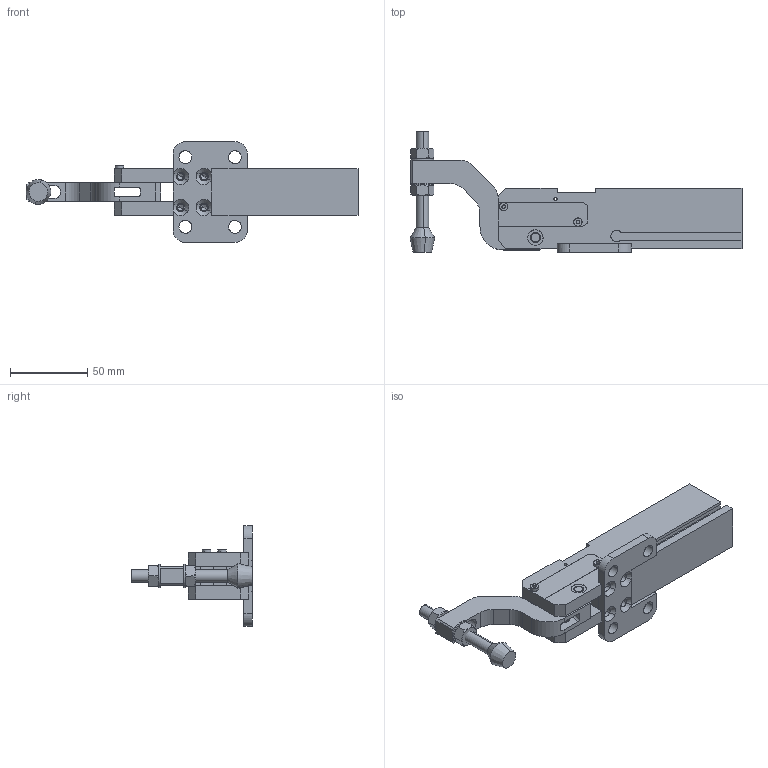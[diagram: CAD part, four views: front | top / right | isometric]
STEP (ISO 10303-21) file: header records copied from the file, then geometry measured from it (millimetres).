
FILE_DESCRIPTION(('CATIA V5 STEP Exchange'),'2;1');
FILE_NAME('PKG_20_TUENKERS.stp','2013-04-11T11:39:38+00:00',('none'),('none'),'CATIA Version 5 Release 19 SP 3 (IN-10)','CATIA V5 STEP AP203','none');
FILE_SCHEMA(('CONFIG_CONTROL_DESIGN'));
Length unit declared in the file: millimetre
Products named in the file (1): PKG_20_TUENKERS
Bounding box: 214.48 x 78 x 65 mm (x, y, z)
Volume: 185994.9 mm3; surface area: 47854.9 mm2
Topology: 6 solids, 7 shells, 339 faces, 855 edges, 532 vertices
Faces by surface type: plane 132, cylinder 109, cone 90, torus 8
Entity records: 10318 total; most frequent: CARTESIAN_POINT 2908, ORIENTED_EDGE 1678, DIRECTION 1164, EDGE_CURVE 839, VERTEX_POINT 532, AXIS2_PLACEMENT_3D 513, VECTOR 417, LINE 417
